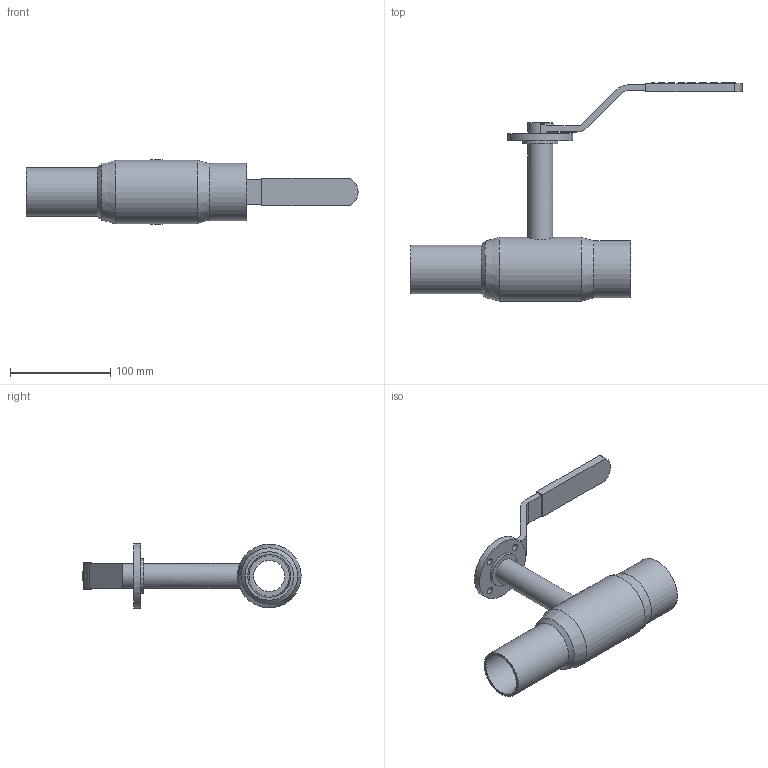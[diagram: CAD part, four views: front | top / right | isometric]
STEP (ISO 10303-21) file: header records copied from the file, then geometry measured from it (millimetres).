
FILE_DESCRIPTION((''),'2;1');
FILE_NAME('AT3591S-040.stp','2020-11-22T15:15:38',('Bartek'),(''),'Autodesk Inventor 2012','Autodesk Inventor 2012','');
FILE_SCHEMA(('AUTOMOTIVE_DESIGN { 1 0 10303 214 1 1 1 1 }'));
Length unit declared in the file: millimetre
Products named in the file (3): AT3591S-040; DZG-K11-000
Assembly tree (2 placements, depth 2):
  AT3591S-040
    AT3591S-040
    DZG-K11-000
Bounding box: 331 x 217.65 x 65 mm (x, y, z)
Volume: 398091.2 mm3; surface area: 102613.5 mm2
Topology: 2 solids, 2 shells, 208 faces, 524 edges, 349 vertices
Faces by surface type: plane 140, cylinder 31, bspline 31, cone 6
Full cylindrical faces by diameter (mm): 7 x4, 19.2 x1, 25 x2, 31 x1, 35 x1, 36 x1, 41 x1, 43.1 x1, 44.845 x1, 48 x1, 48.3 x1, 57 x1, 63.5 x1, 65 x1
Entity records: 6369 total; most frequent: CARTESIAN_POINT 1509, ORIENTED_EDGE 988, DIRECTION 858, EDGE_CURVE 494, VECTOR 360, LINE 360, VERTEX_POINT 342, EDGE_LOOP 272
